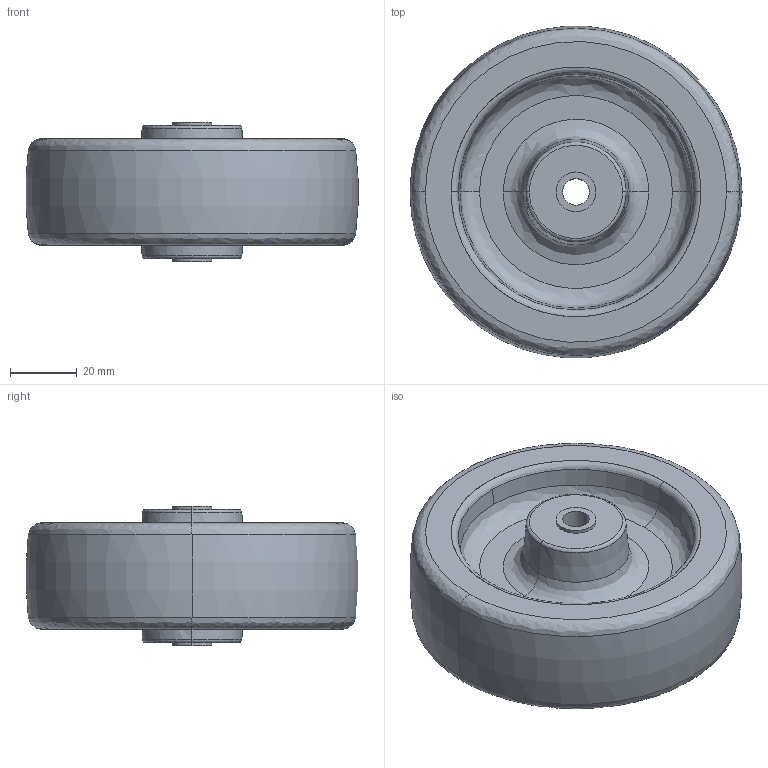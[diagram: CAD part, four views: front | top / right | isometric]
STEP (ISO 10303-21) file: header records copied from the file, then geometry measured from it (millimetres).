
FILE_DESCRIPTION (( 'STEP AP214' ), '1' );
FILE_NAME ('0056714.step', '2024-12-10T11:30:55', ( '' ), ( '' ), 'SwSTEP 2.0', 'SolidWorks 2020', '' );
FILE_SCHEMA (( 'AUTOMOTIVE_DESIGN' ));
Length unit declared in the file: millimetre
Products named in the file (1): 0056714
Bounding box: 99.83 x 99.59 x 42 mm (x, y, z)
Volume: 176176.1 mm3; surface area: 32165.9 mm2
Topology: 1 solids, 1 shells, 55 faces, 118 edges, 76 vertices
Faces by surface type: bspline 20, plane 13, cylinder 12, cone 8, torus 2
Entity records: 3346 total; most frequent: CARTESIAN_POINT 1678, DIRECTION 248, ORIENTED_EDGE 236, EDGE_CURVE 118, AXIS2_PLACEMENT_3D 114, CIRCLE 78, VERTEX_POINT 76, EDGE_LOOP 68
